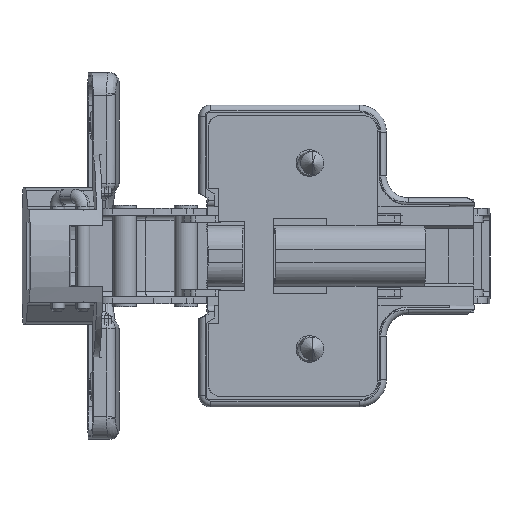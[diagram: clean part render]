
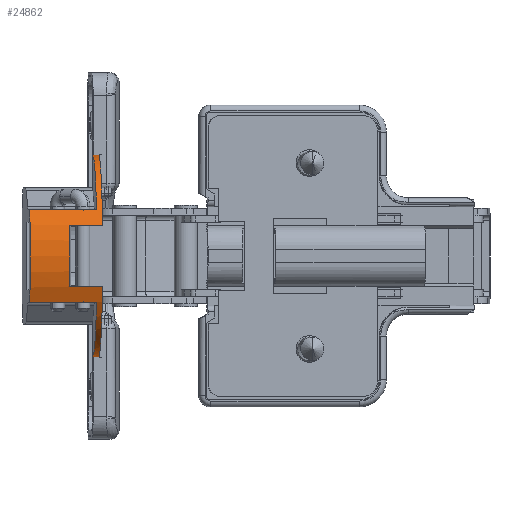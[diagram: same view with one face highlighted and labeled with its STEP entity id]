
A CAD part, front view. The second image highlights one B-rep face of the part: STEP entity #24862.
In plain terms, the highlighted cylindrical face has radius 17.5 mm (diameter 35 mm), a partial arc.
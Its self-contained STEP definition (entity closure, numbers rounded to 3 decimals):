
#208 = ORIENTED_EDGE ( 'NONE', *, *, #5179, .T. ) ;
#430 = DIRECTION ( 'NONE',  ( -1., 0., 0. ) ) ;
#707 = CARTESIAN_POINT ( 'NONE',  ( -17.419, -1.687, 12.699 ) ) ;
#1016 = VERTEX_POINT ( 'NONE', #12485 ) ;
#1695 = CARTESIAN_POINT ( 'NONE',  ( 17.436, -1.502, 12.884 ) ) ;
#2121 = CARTESIAN_POINT ( 'NONE',  ( 0., 0., 12.5 ) ) ;
#2193 = VERTEX_POINT ( 'NONE', #8242 ) ;
#2215 = CIRCLE ( 'NONE', #5378, 17.5 ) ;
#2444 = DIRECTION ( 'NONE',  ( 0., 0., -1. ) ) ;
#2457 = EDGE_CURVE ( 'NONE', #8922, #7708, #4202, .T. ) ;
#2464 = CARTESIAN_POINT ( 'NONE',  ( -5.25, -16.694, 13.7 ) ) ;
#3409 = CARTESIAN_POINT ( 'NONE',  ( -17.452, -1.3, 11.5 ) ) ;
#3812 = FACE_OUTER_BOUND ( 'NONE', #20076, .T. ) ;
#3898 = AXIS2_PLACEMENT_3D ( 'NONE', #12335, #8519, #6405 ) ;
#4085 = EDGE_CURVE ( 'NONE', #7932, #23728, #5260, .T. ) ;
#4202 = CIRCLE ( 'NONE', #16378, 17.5 ) ;
#4265 = EDGE_CURVE ( 'NONE', #23156, #22704, #20735, .T. ) ;
#5030 = LINE ( 'NONE', #6867, #25931 ) ;
#5127 = DIRECTION ( 'NONE',  ( 0., 0., 1. ) ) ;
#5179 = EDGE_CURVE ( 'NONE', #8913, #6321, #20985, .T. ) ;
#5242 = EDGE_CURVE ( 'NONE', #15225, #2193, #12043, .T. ) ;
#5251 = CARTESIAN_POINT ( 'NONE',  ( -17.408, -1.798, 12.625 ) ) ;
#5260 = CIRCLE ( 'NONE', #3898, 17.5 ) ;
#5378 = AXIS2_PLACEMENT_3D ( 'NONE', #15197, #20269, #11656 ) ;
#5825 = CARTESIAN_POINT ( 'NONE',  ( 17.452, -1.3, 12.5 ) ) ;
#5965 = CARTESIAN_POINT ( 'NONE',  ( 17.45, -1.326, 13.238 ) ) ;
#5967 = ORIENTED_EDGE ( 'NONE', *, *, #18989, .T. ) ;
#6321 = VERTEX_POINT ( 'NONE', #15007 ) ;
#6405 = DIRECTION ( 'NONE',  ( -1., 0., 0. ) ) ;
#6408 = CARTESIAN_POINT ( 'NONE',  ( -17.452, -1.3, 12.5 ) ) ;
#6867 = CARTESIAN_POINT ( 'NONE',  ( 8., -15.564, 13.7 ) ) ;
#6935 = CARTESIAN_POINT ( 'NONE',  ( 17.366, -2.169, 12.5 ) ) ;
#7357 = ORIENTED_EDGE ( 'NONE', *, *, #26298, .F. ) ;
#7662 = ORIENTED_EDGE ( 'NONE', *, *, #5242, .F. ) ;
#7708 = VERTEX_POINT ( 'NONE', #7816 ) ;
#7816 = CARTESIAN_POINT ( 'NONE',  ( 8., -15.564, 0. ) ) ;
#7932 = VERTEX_POINT ( 'NONE', #15307 ) ;
#8242 = CARTESIAN_POINT ( 'NONE',  ( 8., -15.564, 11.5 ) ) ;
#8519 = DIRECTION ( 'NONE',  ( 0., 0., -1. ) ) ;
#8913 = VERTEX_POINT ( 'NONE', #24825 ) ;
#8922 = VERTEX_POINT ( 'NONE', #14227 ) ;
#9486 = CIRCLE ( 'NONE', #10383, 17.5 ) ;
#9771 = VECTOR ( 'NONE', #22724, 1000. ) ;
#10241 = CARTESIAN_POINT ( 'NONE',  ( 0., 0., 11.5 ) ) ;
#10322 = CARTESIAN_POINT ( 'NONE',  ( 17.419, -1.686, 12.7 ) ) ;
#10383 = AXIS2_PLACEMENT_3D ( 'NONE', #10241, #18843, #11943 ) ;
#10724 = DIRECTION ( 'NONE',  ( 0., 0., -1. ) ) ;
#11070 = DIRECTION ( 'NONE',  ( 0., 0., 1. ) ) ;
#11469 = CARTESIAN_POINT ( 'NONE',  ( 0., 0., 0. ) ) ;
#11607 = B_SPLINE_CURVE_WITH_KNOTS ( 'NONE', 3,
 ( #13707, #20198, #20066, #5251, #707, #22598, #24432, #15822 ),
 .UNSPECIFIED., .F., .F.,
 ( 4, 2, 2, 4 ),
 ( 0., 0., 0.001, 0.002 ),
 .UNSPECIFIED. ) ;
#11656 = DIRECTION ( 'NONE',  ( -1., 0., 0. ) ) ;
#11943 = DIRECTION ( 'NONE',  ( -1., 0., 0. ) ) ;
#12043 = CIRCLE ( 'NONE', #17897, 17.5 ) ;
#12273 = CYLINDRICAL_SURFACE ( 'NONE', #17738, 17.5 ) ;
#12335 = CARTESIAN_POINT ( 'NONE',  ( 0., 0., 12.5 ) ) ;
#12485 = CARTESIAN_POINT ( 'NONE',  ( -8., -15.564, 11.5 ) ) ;
#12542 = CARTESIAN_POINT ( 'NONE',  ( 0., 0., 13.7 ) ) ;
#12714 = ORIENTED_EDGE ( 'NONE', *, *, #4265, .T. ) ;
#12867 = ORIENTED_EDGE ( 'NONE', *, *, #27061, .F. ) ;
#13004 = ORIENTED_EDGE ( 'NONE', *, *, #16101, .T. ) ;
#13092 = CIRCLE ( 'NONE', #23470, 17.5 ) ;
#13445 = CARTESIAN_POINT ( 'NONE',  ( 17.452, -1.3, 11.5 ) ) ;
#13692 = LINE ( 'NONE', #22017, #18634 ) ;
#13707 = CARTESIAN_POINT ( 'NONE',  ( -17.348, -2.3, 12.5 ) ) ;
#14099 = CARTESIAN_POINT ( 'NONE',  ( 5.25, -16.694, 13.7 ) ) ;
#14227 = CARTESIAN_POINT ( 'NONE',  ( -8., -15.564, 0. ) ) ;
#14420 = DIRECTION ( 'NONE',  ( 0., 0., -1. ) ) ;
#15007 = CARTESIAN_POINT ( 'NONE',  ( 17.348, -2.3, 12.5 ) ) ;
#15197 = CARTESIAN_POINT ( 'NONE',  ( 0., 0., 6.8 ) ) ;
#15225 = VERTEX_POINT ( 'NONE', #13445 ) ;
#15307 = CARTESIAN_POINT ( 'NONE',  ( -5.25, -16.694, 12.5 ) ) ;
#15470 = DIRECTION ( 'NONE',  ( 0., 0., -1. ) ) ;
#15822 = CARTESIAN_POINT ( 'NONE',  ( -17.452, -1.3, 13.5 ) ) ;
#16084 = VERTEX_POINT ( 'NONE', #19017 ) ;
#16101 = EDGE_CURVE ( 'NONE', #22704, #16084, #2215, .T. ) ;
#16378 = AXIS2_PLACEMENT_3D ( 'NONE', #11469, #5127, #430 ) ;
#16517 = VERTEX_POINT ( 'NONE', #3409 ) ;
#16567 = CARTESIAN_POINT ( 'NONE',  ( 5.25, -16.694, 12.5 ) ) ;
#16679 = CARTESIAN_POINT ( 'NONE',  ( 17.452, -1.3, 13.5 ) ) ;
#16820 = CARTESIAN_POINT ( 'NONE',  ( 17.381, -2.038, 12.526 ) ) ;
#17369 = DIRECTION ( 'NONE',  ( 0., 0., -1. ) ) ;
#17520 = ORIENTED_EDGE ( 'NONE', *, *, #20082, .F. ) ;
#17596 = VECTOR ( 'NONE', #11070, 1000. ) ;
#17712 = VECTOR ( 'NONE', #2444, 1000. ) ;
#17738 = AXIS2_PLACEMENT_3D ( 'NONE', #12542, #20890, #25538 ) ;
#17897 = AXIS2_PLACEMENT_3D ( 'NONE', #17921, #17369, #24137 ) ;
#17921 = CARTESIAN_POINT ( 'NONE',  ( 0., 0., 11.5 ) ) ;
#18634 = VECTOR ( 'NONE', #19909, 1000. ) ;
#18843 = DIRECTION ( 'NONE',  ( 0., 0., -1. ) ) ;
#18929 = CARTESIAN_POINT ( 'NONE',  ( 17.408, -1.798, 12.625 ) ) ;
#18989 = EDGE_CURVE ( 'NONE', #23728, #19530, #11607, .T. ) ;
#19017 = CARTESIAN_POINT ( 'NONE',  ( -5.25, -16.694, 6.8 ) ) ;
#19215 = ORIENTED_EDGE ( 'NONE', *, *, #20330, .T. ) ;
#19530 = VERTEX_POINT ( 'NONE', #21448 ) ;
#19790 = ORIENTED_EDGE ( 'NONE', *, *, #20605, .T. ) ;
#19909 = DIRECTION ( 'NONE',  ( 0., 0., -1. ) ) ;
#19918 = ORIENTED_EDGE ( 'NONE', *, *, #23258, .T. ) ;
#20066 = CARTESIAN_POINT ( 'NONE',  ( -17.381, -2.04, 12.526 ) ) ;
#20076 = EDGE_LOOP ( 'NONE', ( #7357, #208, #19790, #12714, #13004, #19215, #25995, #5967, #19918, #17520, #24812, #21588, #12867, #7662 ) ) ;
#20082 = EDGE_CURVE ( 'NONE', #1016, #16517, #9486, .T. ) ;
#20198 = CARTESIAN_POINT ( 'NONE',  ( -17.366, -2.169, 12.5 ) ) ;
#20269 = DIRECTION ( 'NONE',  ( 0., 0., -1. ) ) ;
#20330 = EDGE_CURVE ( 'NONE', #16084, #7932, #21804, .T. ) ;
#20605 = EDGE_CURVE ( 'NONE', #6321, #23156, #13092, .T. ) ;
#20735 = LINE ( 'NONE', #14099, #9771 ) ;
#20890 = DIRECTION ( 'NONE',  ( 0., 0., -1. ) ) ;
#20985 = B_SPLINE_CURVE_WITH_KNOTS ( 'NONE', 3,
 ( #16679, #25290, #5965, #23175, #1695, #10322, #18929, #16820, #6935, #26257 ),
 .UNSPECIFIED., .F., .F.,
 ( 4, 2, 2, 2, 4 ),
 ( 0., 0., 0.001, 0.001, 0.002 ),
 .UNSPECIFIED. ) ;
#21448 = CARTESIAN_POINT ( 'NONE',  ( -17.452, -1.3, 13.5 ) ) ;
#21586 = DIRECTION ( 'NONE',  ( -1., 0., 0. ) ) ;
#21588 = ORIENTED_EDGE ( 'NONE', *, *, #2457, .T. ) ;
#21804 = LINE ( 'NONE', #2464, #17596 ) ;
#21839 = VECTOR ( 'NONE', #14420, 1000. ) ;
#22017 = CARTESIAN_POINT ( 'NONE',  ( -8., -15.564, 13.7 ) ) ;
#22598 = CARTESIAN_POINT ( 'NONE',  ( -17.444, -1.409, 12.976 ) ) ;
#22704 = VERTEX_POINT ( 'NONE', #25219 ) ;
#22724 = DIRECTION ( 'NONE',  ( 0., 0., -1. ) ) ;
#22730 = CARTESIAN_POINT ( 'NONE',  ( -17.348, -2.3, 12.5 ) ) ;
#23156 = VERTEX_POINT ( 'NONE', #16567 ) ;
#23175 = CARTESIAN_POINT ( 'NONE',  ( 17.442, -1.427, 12.995 ) ) ;
#23258 = EDGE_CURVE ( 'NONE', #19530, #16517, #23897, .T. ) ;
#23470 = AXIS2_PLACEMENT_3D ( 'NONE', #2121, #10724, #21586 ) ;
#23639 = EDGE_CURVE ( 'NONE', #1016, #8922, #13692, .T. ) ;
#23728 = VERTEX_POINT ( 'NONE', #22730 ) ;
#23897 = LINE ( 'NONE', #6408, #17712 ) ;
#24137 = DIRECTION ( 'NONE',  ( -1., 0., 0. ) ) ;
#24432 = CARTESIAN_POINT ( 'NONE',  ( -17.452, -1.3, 13.235 ) ) ;
#24812 = ORIENTED_EDGE ( 'NONE', *, *, #23639, .T. ) ;
#24825 = CARTESIAN_POINT ( 'NONE',  ( 17.452, -1.3, 13.5 ) ) ;
#24862 = ADVANCED_FACE ( 'NONE', ( #3812 ), #12273, .T. ) ;
#25018 = LINE ( 'NONE', #5825, #21839 ) ;
#25219 = CARTESIAN_POINT ( 'NONE',  ( 5.25, -16.694, 6.8 ) ) ;
#25290 = CARTESIAN_POINT ( 'NONE',  ( 17.452, -1.3, 13.368 ) ) ;
#25538 = DIRECTION ( 'NONE',  ( -1., 0., 0. ) ) ;
#25931 = VECTOR ( 'NONE', #15470, 1000. ) ;
#25995 = ORIENTED_EDGE ( 'NONE', *, *, #4085, .T. ) ;
#26257 = CARTESIAN_POINT ( 'NONE',  ( 17.348, -2.3, 12.5 ) ) ;
#26298 = EDGE_CURVE ( 'NONE', #8913, #15225, #25018, .T. ) ;
#27061 = EDGE_CURVE ( 'NONE', #2193, #7708, #5030, .T. ) ;
